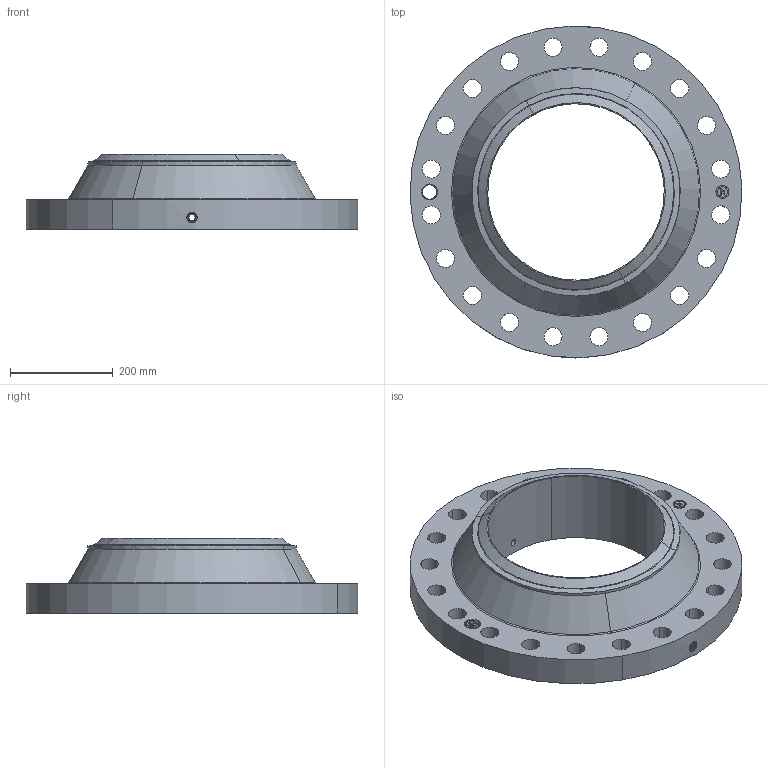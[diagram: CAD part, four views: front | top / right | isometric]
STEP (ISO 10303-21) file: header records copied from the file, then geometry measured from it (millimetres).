
FILE_DESCRIPTION(('3D STEP'),'2;1');
FILE_NAME('16-300-RF-WELD-NECK-120-ORIF-FLANGE.stp','2013-10-20T17:57:26+00:00',('Texas Flange'),(''),'CATIA Version 5 Release 20 SP 6 (IN-10)','CATIA V5 STEP AP214','800-826-3801');
FILE_SCHEMA(('AUTOMOTIVE_DESIGN { 1 0 10303 214 1 1 1 1 }'));
Length unit declared in the file: inch
Products named in the file (1): 16-300-RF-WELD-NECK-120-ORIF-FLANGE
Bounding box: 647.52 x 647.7 x 147.57 mm (x, y, z)
Volume: 17097420.7 mm3; surface area: 926324.3 mm2
Topology: 1 solids, 1 shells, 803 faces, 2184 edges, 1402 vertices
Faces by surface type: plane 369, bspline 255, cylinder 119, cone 52, torus 4, revolution 4
Entity records: 33507 total; most frequent: CARTESIAN_POINT 13539, ORIENTED_EDGE 4368, EDGE_CURVE 2184, DIRECTION 2180, VERTEX_POINT 1402, VECTOR 1210, LINE 1210, EDGE_LOOP 870
